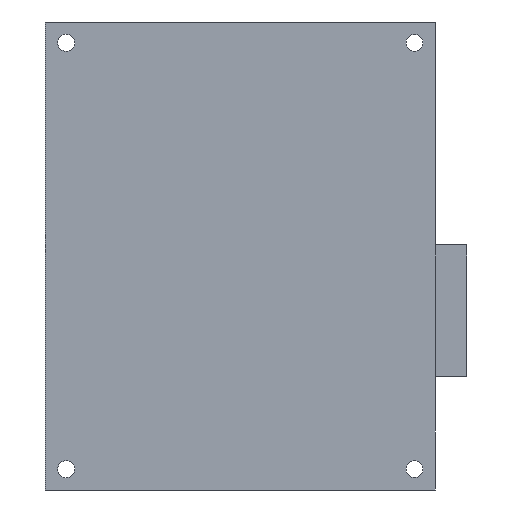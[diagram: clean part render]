
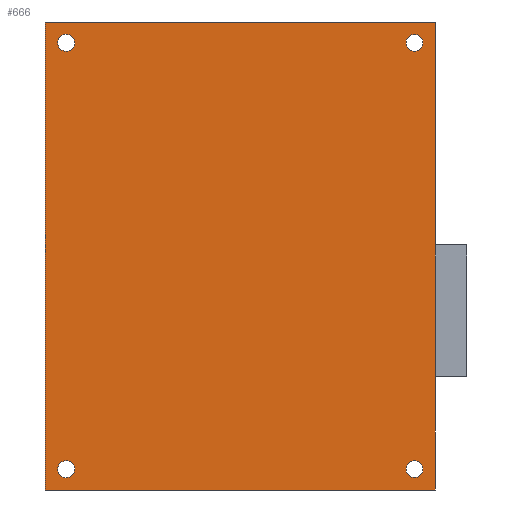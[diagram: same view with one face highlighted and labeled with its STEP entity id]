
A CAD part, front view. The second image highlights one B-rep face of the part: STEP entity #666.
In plain terms, the highlighted planar face has unit normal (0, -1, 0).
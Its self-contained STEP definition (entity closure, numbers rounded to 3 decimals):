
#23=CIRCLE('',#718,1.625);
#24=CIRCLE('',#720,1.625);
#25=CIRCLE('',#722,1.625);
#26=CIRCLE('',#724,1.625);
#34=FACE_BOUND('',#115,.T.);
#35=FACE_BOUND('',#116,.T.);
#36=FACE_BOUND('',#117,.T.);
#37=FACE_BOUND('',#118,.T.);
#72=FACE_OUTER_BOUND('',#114,.T.);
#114=EDGE_LOOP('',(#593,#594,#595,#596));
#115=EDGE_LOOP('',(#597));
#116=EDGE_LOOP('',(#598));
#117=EDGE_LOOP('',(#599));
#118=EDGE_LOOP('',(#600));
#191=LINE('',#1066,#271);
#194=LINE('',#1071,#274);
#196=LINE('',#1075,#276);
#198=LINE('',#1078,#278);
#271=VECTOR('',#882,10.);
#274=VECTOR('',#887,10.);
#276=VECTOR('',#891,10.);
#278=VECTOR('',#895,10.);
#329=VERTEX_POINT('',#1048);
#330=VERTEX_POINT('',#1052);
#331=VERTEX_POINT('',#1056);
#332=VERTEX_POINT('',#1060);
#333=VERTEX_POINT('',#1064);
#334=VERTEX_POINT('',#1065);
#335=VERTEX_POINT('',#1070);
#336=VERTEX_POINT('',#1074);
#409=EDGE_CURVE('',#329,#329,#23,.T.);
#411=EDGE_CURVE('',#330,#330,#24,.T.);
#413=EDGE_CURVE('',#331,#331,#25,.T.);
#415=EDGE_CURVE('',#332,#332,#26,.T.);
#417=EDGE_CURVE('',#333,#334,#191,.T.);
#420=EDGE_CURVE('',#334,#335,#194,.T.);
#422=EDGE_CURVE('',#335,#336,#196,.T.);
#424=EDGE_CURVE('',#336,#333,#198,.T.);
#593=ORIENTED_EDGE('',*,*,#424,.T.);
#594=ORIENTED_EDGE('',*,*,#417,.T.);
#595=ORIENTED_EDGE('',*,*,#420,.T.);
#596=ORIENTED_EDGE('',*,*,#422,.T.);
#597=ORIENTED_EDGE('',*,*,#409,.T.);
#598=ORIENTED_EDGE('',*,*,#411,.T.);
#599=ORIENTED_EDGE('',*,*,#413,.T.);
#600=ORIENTED_EDGE('',*,*,#415,.T.);
#631=PLANE('',#729);
#666=ADVANCED_FACE('',(#72,#34,#35,#36,#37),#631,.F.);
#718=AXIS2_PLACEMENT_3D('',#1049,#862,#863);
#720=AXIS2_PLACEMENT_3D('',#1053,#867,#868);
#722=AXIS2_PLACEMENT_3D('',#1057,#872,#873);
#724=AXIS2_PLACEMENT_3D('',#1061,#877,#878);
#729=AXIS2_PLACEMENT_3D('',#1079,#896,#897);
#862=DIRECTION('center_axis',(0.,1.,0.));
#863=DIRECTION('ref_axis',(1.,0.,0.));
#867=DIRECTION('center_axis',(0.,1.,0.));
#868=DIRECTION('ref_axis',(1.,0.,0.));
#872=DIRECTION('center_axis',(0.,1.,0.));
#873=DIRECTION('ref_axis',(1.,0.,0.));
#877=DIRECTION('center_axis',(0.,1.,0.));
#878=DIRECTION('ref_axis',(1.,0.,0.));
#882=DIRECTION('',(0.,0.,-1.));
#887=DIRECTION('',(1.,0.,0.));
#891=DIRECTION('',(0.,0.,1.));
#895=DIRECTION('',(-1.,0.,0.));
#896=DIRECTION('center_axis',(0.,1.,0.));
#897=DIRECTION('ref_axis',(0.,0.,1.));
#1048=CARTESIAN_POINT('',(-72.625,0.,-86.));
#1049=CARTESIAN_POINT('Origin',(-71.,0.,-86.));
#1052=CARTESIAN_POINT('',(-5.625,0.,-86.));
#1053=CARTESIAN_POINT('Origin',(-4.,0.,-86.));
#1056=CARTESIAN_POINT('',(-72.625,0.,-4.));
#1057=CARTESIAN_POINT('Origin',(-71.,0.,-4.));
#1060=CARTESIAN_POINT('',(-5.625,0.,-4.));
#1061=CARTESIAN_POINT('Origin',(-4.,0.,-4.));
#1064=CARTESIAN_POINT('',(-75.,0.,0.));
#1065=CARTESIAN_POINT('',(-75.,0.,-90.));
#1066=CARTESIAN_POINT('',(-75.,0.,0.));
#1070=CARTESIAN_POINT('',(0.,0.,-90.));
#1071=CARTESIAN_POINT('',(-75.,0.,-90.));
#1074=CARTESIAN_POINT('',(0.,0.,0.));
#1075=CARTESIAN_POINT('',(0.,0.,-90.));
#1078=CARTESIAN_POINT('',(0.,0.,0.));
#1079=CARTESIAN_POINT('Origin',(-37.5,0.,-45.));
